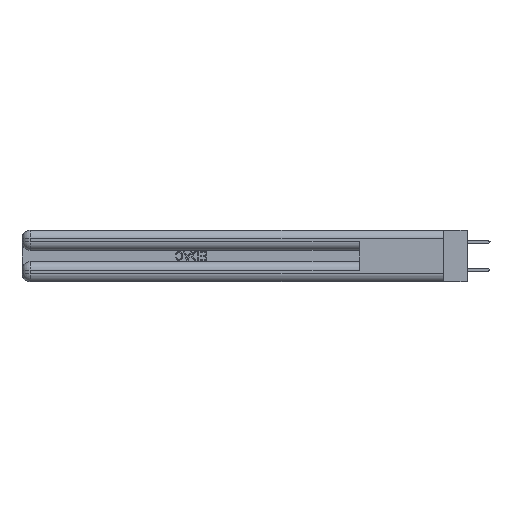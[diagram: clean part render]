
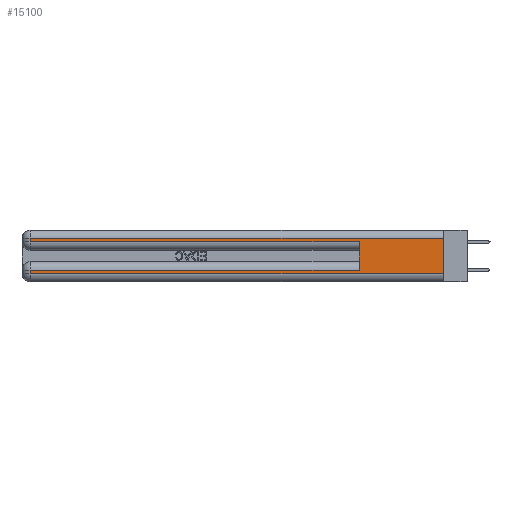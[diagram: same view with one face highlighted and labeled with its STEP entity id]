
A CAD part, left-side view. The second image highlights one B-rep face of the part: STEP entity #15100.
In plain terms, the highlighted planar face has unit normal (-1, 0, 0).
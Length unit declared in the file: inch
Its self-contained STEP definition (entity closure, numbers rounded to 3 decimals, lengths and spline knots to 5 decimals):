
#606 = DIRECTION ( 'NONE',  ( 0., 0., -1. ) ) ;
#3240 = VECTOR ( 'NONE', #33876, 39.37008 ) ;
#3250 = VECTOR ( 'NONE', #41323, 39.37008 ) ;
#4041 = VERTEX_POINT ( 'NONE', #9784 ) ;
#4493 = VECTOR ( 'NONE', #8208, 39.37008 ) ;
#5281 = EDGE_CURVE ( 'NONE', #4041, #34294, #28395, .T. ) ;
#5925 = CARTESIAN_POINT ( 'NONE',  ( 0., 0., 0.37 ) ) ;
#6226 = ORIENTED_EDGE ( 'NONE', *, *, #17247, .T. ) ;
#6929 = LINE ( 'NONE', #19866, #4493 ) ;
#7307 = DIRECTION ( 'NONE',  ( 0., 1., 0. ) ) ;
#8208 = DIRECTION ( 'NONE',  ( 0., 1., 0. ) ) ;
#8239 = DIRECTION ( 'NONE',  ( 0., -1., 0. ) ) ;
#8568 = CARTESIAN_POINT ( 'NONE',  ( 0., 0., 0.06 ) ) ;
#9009 = VERTEX_POINT ( 'NONE', #9128 ) ;
#9128 = CARTESIAN_POINT ( 'NONE',  ( 0., 0.6, 0.285 ) ) ;
#9784 = CARTESIAN_POINT ( 'NONE',  ( 0., 0., 0.31 ) ) ;
#11056 = CARTESIAN_POINT ( 'NONE',  ( 0., 0., 0.085 ) ) ;
#11100 = AXIS2_PLACEMENT_3D ( 'NONE', #41308, #18225, #45175 ) ;
#12800 = LINE ( 'NONE', #11056, #32104 ) ;
#13321 = EDGE_CURVE ( 'NONE', #28464, #9009, #44343, .T. ) ;
#13777 = CARTESIAN_POINT ( 'NONE',  ( 0., 2.94, 0.085 ) ) ;
#15100 = ADVANCED_FACE ( 'NONE', ( #37018 ), #33550, .F. ) ;
#15362 = VECTOR ( 'NONE', #8239, 39.37008 ) ;
#15412 = ORIENTED_EDGE ( 'NONE', *, *, #27920, .T. ) ;
#16960 = VECTOR ( 'NONE', #29072, 39.37008 ) ;
#17041 = EDGE_LOOP ( 'NONE', ( #17298, #15412, #6226, #19735, #38848, #19095, #34153, #40133 ) ) ;
#17247 = EDGE_CURVE ( 'NONE', #28627, #28464, #49775, .T. ) ;
#17298 = ORIENTED_EDGE ( 'NONE', *, *, #5281, .F. ) ;
#18225 = DIRECTION ( 'NONE',  ( 1., 0., 0. ) ) ;
#19016 = LINE ( 'NONE', #41153, #3250 ) ;
#19095 = ORIENTED_EDGE ( 'NONE', *, *, #47514, .T. ) ;
#19348 = VERTEX_POINT ( 'NONE', #13777 ) ;
#19735 = ORIENTED_EDGE ( 'NONE', *, *, #13321, .T. ) ;
#19866 = CARTESIAN_POINT ( 'NONE',  ( 0., 0., 0.31 ) ) ;
#22258 = CARTESIAN_POINT ( 'NONE',  ( 0., 0., 0.285 ) ) ;
#22793 = CARTESIAN_POINT ( 'NONE',  ( 0., 2.94, 0.37 ) ) ;
#23827 = CARTESIAN_POINT ( 'NONE',  ( 0., 2.94, 0.37 ) ) ;
#24490 = LINE ( 'NONE', #23827, #34744 ) ;
#24709 = CARTESIAN_POINT ( 'NONE',  ( 0., 2.94, 0.31 ) ) ;
#27389 = CARTESIAN_POINT ( 'NONE',  ( 0., 2.94, 0.06 ) ) ;
#27920 = EDGE_CURVE ( 'NONE', #4041, #28627, #6929, .T. ) ;
#28395 = LINE ( 'NONE', #5925, #16960 ) ;
#28464 = VERTEX_POINT ( 'NONE', #30755 ) ;
#28627 = VERTEX_POINT ( 'NONE', #24709 ) ;
#28958 = VERTEX_POINT ( 'NONE', #38163 ) ;
#29072 = DIRECTION ( 'NONE',  ( 0., 0., -1. ) ) ;
#30755 = CARTESIAN_POINT ( 'NONE',  ( 0., 2.94, 0.285 ) ) ;
#32104 = VECTOR ( 'NONE', #7307, 39.37008 ) ;
#33550 = PLANE ( 'NONE',  #11100 ) ;
#33876 = DIRECTION ( 'NONE',  ( 0., -1., 0. ) ) ;
#34153 = ORIENTED_EDGE ( 'NONE', *, *, #35550, .T. ) ;
#34231 = EDGE_CURVE ( 'NONE', #42216, #34294, #46110, .T. ) ;
#34294 = VERTEX_POINT ( 'NONE', #8568 ) ;
#34744 = VECTOR ( 'NONE', #606, 39.37008 ) ;
#35550 = EDGE_CURVE ( 'NONE', #19348, #42216, #24490, .T. ) ;
#35925 = EDGE_CURVE ( 'NONE', #28958, #9009, #19016, .T. ) ;
#37018 = FACE_OUTER_BOUND ( 'NONE', #17041, .T. ) ;
#38163 = CARTESIAN_POINT ( 'NONE',  ( 0., 0.6, 0.085 ) ) ;
#38848 = ORIENTED_EDGE ( 'NONE', *, *, #35925, .F. ) ;
#39120 = CARTESIAN_POINT ( 'NONE',  ( 0., 0., 0.06 ) ) ;
#39526 = VECTOR ( 'NONE', #49751, 39.37008 ) ;
#40133 = ORIENTED_EDGE ( 'NONE', *, *, #34231, .T. ) ;
#41153 = CARTESIAN_POINT ( 'NONE',  ( 0., 0.6, 0.145 ) ) ;
#41308 = CARTESIAN_POINT ( 'NONE',  ( 0., 0., 0.37 ) ) ;
#41323 = DIRECTION ( 'NONE',  ( 0., 0., 1. ) ) ;
#42216 = VERTEX_POINT ( 'NONE', #27389 ) ;
#44343 = LINE ( 'NONE', #22258, #3240 ) ;
#45175 = DIRECTION ( 'NONE',  ( 0., 0., -1. ) ) ;
#46110 = LINE ( 'NONE', #39120, #15362 ) ;
#47514 = EDGE_CURVE ( 'NONE', #28958, #19348, #12800, .T. ) ;
#49751 = DIRECTION ( 'NONE',  ( 0., 0., -1. ) ) ;
#49775 = LINE ( 'NONE', #22793, #39526 ) ;
